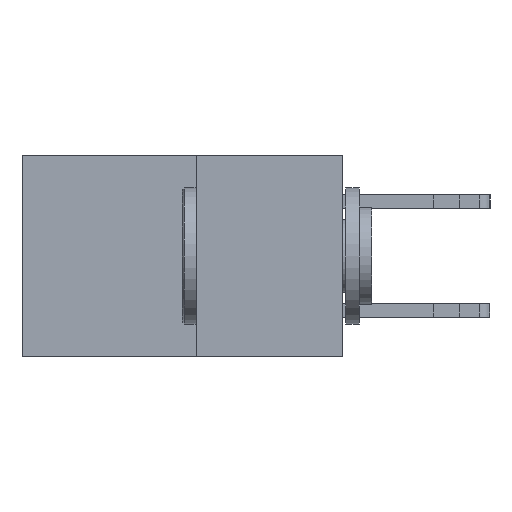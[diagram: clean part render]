
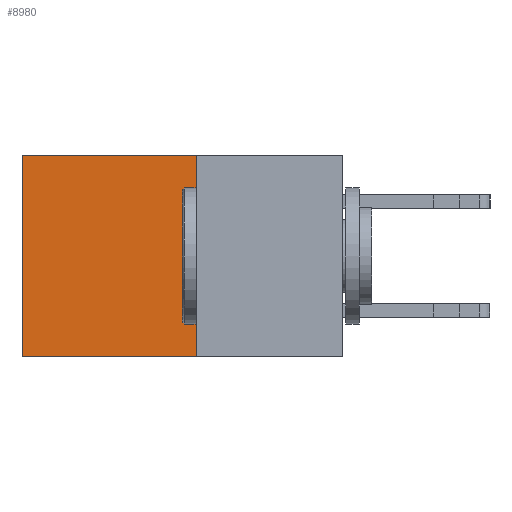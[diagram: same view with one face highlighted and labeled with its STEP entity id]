
A CAD part, left-side view. The second image highlights one B-rep face of the part: STEP entity #8980.
In plain terms, the highlighted planar face has unit normal (-1, 0, 0).
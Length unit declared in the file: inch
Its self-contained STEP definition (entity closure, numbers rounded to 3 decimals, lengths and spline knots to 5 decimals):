
#2562 = PLANE ( 'NONE',  #14445 ) ;
#3388 = CARTESIAN_POINT ( 'NONE',  ( 0.277, 0.27, -0.37 ) ) ;
#4101 = VECTOR ( 'NONE', #21356, 39.37008 ) ;
#4658 = DIRECTION ( 'NONE',  ( 0., 0., -1. ) ) ;
#5048 = EDGE_LOOP ( 'NONE', ( #22446, #23157, #22814, #7311 ) ) ;
#6665 = CARTESIAN_POINT ( 'NONE',  ( 0.277, 0.27, -0.37 ) ) ;
#7311 = ORIENTED_EDGE ( 'NONE', *, *, #14699, .T. ) ;
#7828 = DIRECTION ( 'NONE',  ( 0., 0., -1. ) ) ;
#8424 = LINE ( 'NONE', #15311, #18890 ) ;
#8980 = ADVANCED_FACE ( 'NONE', ( #21750 ), #2562, .F. ) ;
#9064 = CARTESIAN_POINT ( 'NONE',  ( 0.277, 0.59, -0.37 ) ) ;
#11307 = EDGE_CURVE ( 'NONE', #21421, #21210, #14794, .T. ) ;
#11455 = CARTESIAN_POINT ( 'NONE',  ( 0.277, 0.27, -0.37 ) ) ;
#11779 = CARTESIAN_POINT ( 'NONE',  ( 0.277, 0.59, 0. ) ) ;
#13561 = DIRECTION ( 'NONE',  ( 0., 0., -1. ) ) ;
#14445 = AXIS2_PLACEMENT_3D ( 'NONE', #6665, #17175, #4658 ) ;
#14699 = EDGE_CURVE ( 'NONE', #26112, #21421, #8424, .T. ) ;
#14794 = LINE ( 'NONE', #20307, #15452 ) ;
#15093 = CARTESIAN_POINT ( 'NONE',  ( 0.277, 0.27, -0.37 ) ) ;
#15311 = CARTESIAN_POINT ( 'NONE',  ( 0.277, 0.27, 0. ) ) ;
#15452 = VECTOR ( 'NONE', #7828, 39.37008 ) ;
#17175 = DIRECTION ( 'NONE',  ( 1., 0., 0. ) ) ;
#17421 = DIRECTION ( 'NONE',  ( 0., 1., 0. ) ) ;
#17879 = VECTOR ( 'NONE', #13561, 39.37008 ) ;
#18890 = VECTOR ( 'NONE', #17421, 39.37008 ) ;
#20307 = CARTESIAN_POINT ( 'NONE',  ( 0.277, 0.59, -0.37 ) ) ;
#20586 = EDGE_CURVE ( 'NONE', #26112, #26214, #24660, .T. ) ;
#21143 = EDGE_CURVE ( 'NONE', #26214, #21210, #21386, .T. ) ;
#21210 = VERTEX_POINT ( 'NONE', #9064 ) ;
#21356 = DIRECTION ( 'NONE',  ( 0., 1., 0. ) ) ;
#21386 = LINE ( 'NONE', #15093, #4101 ) ;
#21421 = VERTEX_POINT ( 'NONE', #11779 ) ;
#21750 = FACE_OUTER_BOUND ( 'NONE', #5048, .T. ) ;
#22446 = ORIENTED_EDGE ( 'NONE', *, *, #11307, .T. ) ;
#22814 = ORIENTED_EDGE ( 'NONE', *, *, #20586, .F. ) ;
#23157 = ORIENTED_EDGE ( 'NONE', *, *, #21143, .F. ) ;
#24660 = LINE ( 'NONE', #11455, #17879 ) ;
#25887 = CARTESIAN_POINT ( 'NONE',  ( 0.277, 0.27, 0. ) ) ;
#26112 = VERTEX_POINT ( 'NONE', #25887 ) ;
#26214 = VERTEX_POINT ( 'NONE', #3388 ) ;
